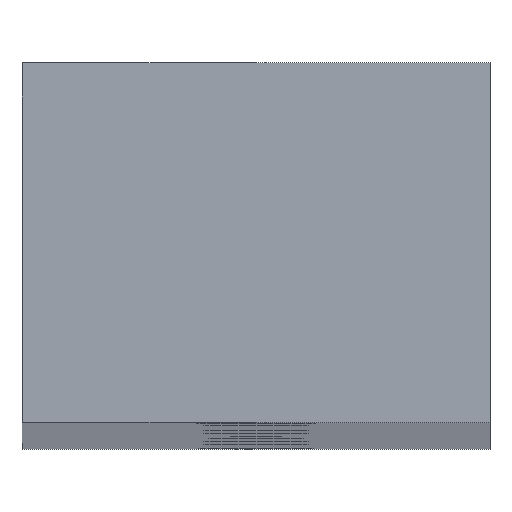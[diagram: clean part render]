
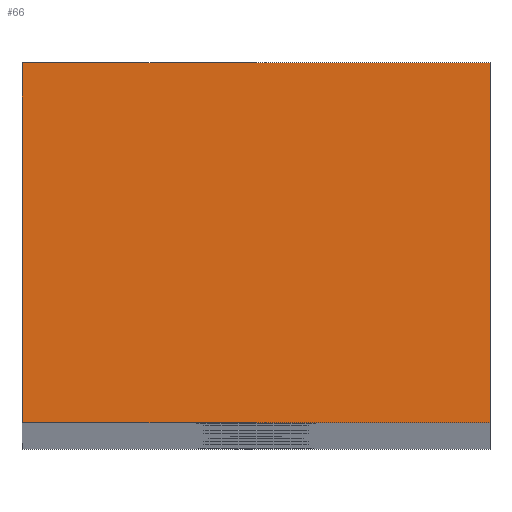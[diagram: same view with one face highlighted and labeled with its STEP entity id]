
A CAD part, top view. The second image highlights one B-rep face of the part: STEP entity #66.
In plain terms, the highlighted planar face has unit normal (0, 0, 1).
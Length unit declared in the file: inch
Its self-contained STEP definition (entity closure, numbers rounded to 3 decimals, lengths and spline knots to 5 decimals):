
#37 = CARTESIAN_POINT ( 'NONE',  ( 0., 0., 59. ) ) ;
#66 = ADVANCED_FACE ( 'NONE', ( #1290 ), #361, .F. ) ;
#149 = EDGE_CURVE ( 'NONE', #622, #567, #735, .T. ) ;
#155 = EDGE_CURVE ( 'NONE', #622, #624, #749, .T. ) ;
#169 = EDGE_CURVE ( 'NONE', #624, #540, #762, .T. ) ;
#171 = EDGE_CURVE ( 'NONE', #567, #540, #768, .T. ) ;
#215 = AXIS2_PLACEMENT_3D ( 'NONE', #364, #388, #875 ) ;
#361 = PLANE ( 'NONE',  #215 ) ;
#364 = CARTESIAN_POINT ( 'NONE',  ( 0., 1.384, 59. ) ) ;
#388 = DIRECTION ( 'NONE',  ( 0., 0., -1. ) ) ;
#399 = EDGE_LOOP ( 'NONE', ( #579, #580, #581, #582 ) ) ;
#540 = VERTEX_POINT ( 'NONE', #810 ) ;
#567 = VERTEX_POINT ( 'NONE', #826 ) ;
#579 = ORIENTED_EDGE ( 'NONE', *, *, #169, .T. ) ;
#580 = ORIENTED_EDGE ( 'NONE', *, *, #171, .F. ) ;
#581 = ORIENTED_EDGE ( 'NONE', *, *, #149, .F. ) ;
#582 = ORIENTED_EDGE ( 'NONE', *, *, #155, .T. ) ;
#622 = VERTEX_POINT ( 'NONE', #659 ) ;
#624 = VERTEX_POINT ( 'NONE', #660 ) ;
#659 = CARTESIAN_POINT ( 'NONE',  ( 0., 1.384, 59. ) ) ;
#660 = CARTESIAN_POINT ( 'NONE',  ( 0., 0., 59. ) ) ;
#735 = LINE ( 'NONE', #1252, #741 ) ;
#741 = VECTOR ( 'NONE', #1260, 39.37008 ) ;
#749 = LINE ( 'NONE', #1269, #750 ) ;
#750 = VECTOR ( 'NONE', #1275, 39.37008 ) ;
#762 = LINE ( 'NONE', #37, #767 ) ;
#767 = VECTOR ( 'NONE', #1036, 39.37008 ) ;
#768 = LINE ( 'NONE', #1039, #771 ) ;
#771 = VECTOR ( 'NONE', #1040, 39.37008 ) ;
#810 = CARTESIAN_POINT ( 'NONE',  ( 1.8, 0., 59. ) ) ;
#826 = CARTESIAN_POINT ( 'NONE',  ( 1.8, 1.384, 59. ) ) ;
#875 = DIRECTION ( 'NONE',  ( -1., 0., 0. ) ) ;
#1036 = DIRECTION ( 'NONE',  ( 1., 0., 0. ) ) ;
#1039 = CARTESIAN_POINT ( 'NONE',  ( 1.8, 1.384, 59. ) ) ;
#1040 = DIRECTION ( 'NONE',  ( 0., -1., 0. ) ) ;
#1252 = CARTESIAN_POINT ( 'NONE',  ( 0., 1.384, 59. ) ) ;
#1260 = DIRECTION ( 'NONE',  ( 1., 0., 0. ) ) ;
#1269 = CARTESIAN_POINT ( 'NONE',  ( 0., 1.384, 59. ) ) ;
#1275 = DIRECTION ( 'NONE',  ( 0., -1., 0. ) ) ;
#1290 = FACE_OUTER_BOUND ( 'NONE', #399, .T. ) ;
